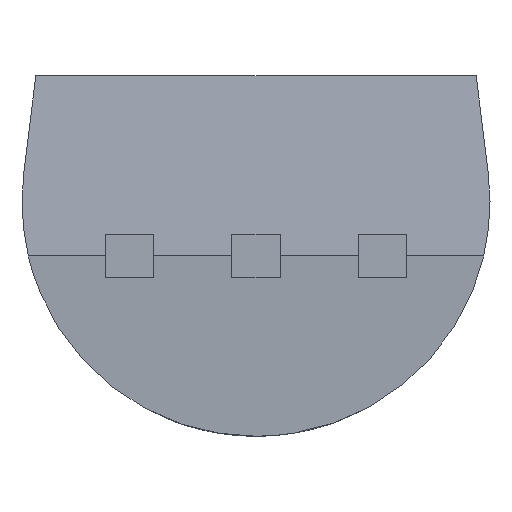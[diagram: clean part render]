
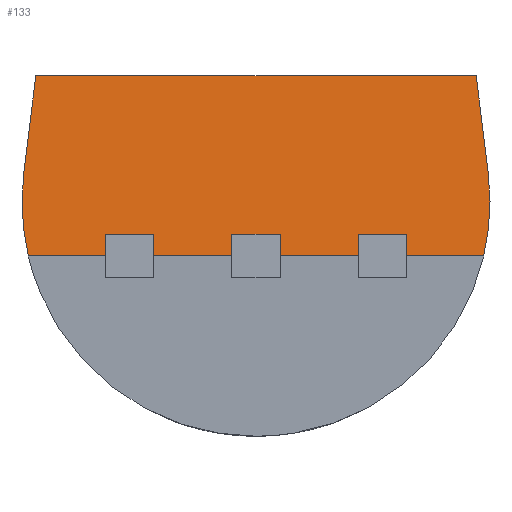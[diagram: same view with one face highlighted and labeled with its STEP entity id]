
A CAD part, front view. The second image highlights one B-rep face of the part: STEP entity #133.
In plain terms, the highlighted planar face has unit normal (0, -0.996, 0.087).
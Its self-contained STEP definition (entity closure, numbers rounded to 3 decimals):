
#36 = DIRECTION ( 'NONE',  ( 1., 0., 0. ) ) ;
#39 = EDGE_CURVE ( 'NONE', #222, #908, #196, .T. ) ;
#58 = DIRECTION ( 'NONE',  ( 0., -0.087, -0.996 ) ) ;
#77 = EDGE_CURVE ( 'NONE', #544, #503, #389, .T. ) ;
#92 = CARTESIAN_POINT ( 'NONE',  ( 2.332, 0.072, 0.826 ) ) ;
#133 = ADVANCED_FACE ( 'NONE', ( #895 ), #769, .T. ) ;
#135 = CARTESIAN_POINT ( 'NONE',  ( 0., 0., 0. ) ) ;
#139 = CARTESIAN_POINT ( 'NONE',  ( -2.212, 0.158, 1.81 ) ) ;
#178 = ORIENTED_EDGE ( 'NONE', *, *, #308, .F. ) ;
#185 = DIRECTION ( 'NONE',  ( 0.121, 0.087, 0.989 ) ) ;
#196 =( BOUNDED_CURVE ( )  B_SPLINE_CURVE ( 3, ( #519, #394, #512, #621 ),
 .UNSPECIFIED., .F., .F. ) 
 B_SPLINE_CURVE_WITH_KNOTS ( ( 4, 4 ),
 ( 4.59, 4.944 ),
 .UNSPECIFIED. ) 
 CURVE ( )  GEOMETRIC_REPRESENTATION_ITEM ( )  RATIONAL_B_SPLINE_CURVE ( ( 1., 0.99, 0.99, 1. ) ) 
 REPRESENTATION_ITEM ( '' )  );
#209 = CARTESIAN_POINT ( 'NONE',  ( 2.212, 0.158, 1.81 ) ) ;
#214 = CARTESIAN_POINT ( 'NONE',  ( -2.366, 0.048, 0.55 ) ) ;
#222 = VERTEX_POINT ( 'NONE', #92 ) ;
#233 = LINE ( 'NONE', #385, #581 ) ;
#234 = ORIENTED_EDGE ( 'NONE', *, *, #876, .T. ) ;
#253 = ORIENTED_EDGE ( 'NONE', *, *, #461, .F. ) ;
#271 = LINE ( 'NONE', #826, #596 ) ;
#272 = LINE ( 'NONE', #570, #623 ) ;
#308 = EDGE_CURVE ( 'NONE', #538, #222, #233, .T. ) ;
#356 = LINE ( 'NONE', #135, #701 ) ;
#364 = EDGE_CURVE ( 'NONE', #855, #538, #271, .T. ) ;
#385 = CARTESIAN_POINT ( 'NONE',  ( 2.281, 0.109, 1.244 ) ) ;
#389 =( BOUNDED_CURVE ( )  B_SPLINE_CURVE ( 3, ( #680, #707, #214, #422 ),
 .UNSPECIFIED., .F., .F. ) 
 B_SPLINE_CURVE_WITH_KNOTS ( ( 4, 4 ),
 ( 1.339, 1.693 ),
 .UNSPECIFIED. ) 
 CURVE ( )  GEOMETRIC_REPRESENTATION_ITEM ( )  RATIONAL_B_SPLINE_CURVE ( ( 1., 0.99, 0.99, 1. ) ) 
 REPRESENTATION_ITEM ( '' )  );
#394 = CARTESIAN_POINT ( 'NONE',  ( 2.366, 0.048, 0.55 ) ) ;
#422 = CARTESIAN_POINT ( 'NONE',  ( -2.332, 0.072, 0.826 ) ) ;
#457 = DIRECTION ( 'NONE',  ( 0., -0.996, 0.087 ) ) ;
#461 = EDGE_CURVE ( 'NONE', #503, #855, #272, .T. ) ;
#484 = ORIENTED_EDGE ( 'NONE', *, *, #39, .F. ) ;
#487 = ORIENTED_EDGE ( 'NONE', *, *, #77, .F. ) ;
#503 = VERTEX_POINT ( 'NONE', #799 ) ;
#512 = CARTESIAN_POINT ( 'NONE',  ( 2.351, 0.024, 0.271 ) ) ;
#519 = CARTESIAN_POINT ( 'NONE',  ( 2.332, 0.072, 0.826 ) ) ;
#538 = VERTEX_POINT ( 'NONE', #209 ) ;
#544 = VERTEX_POINT ( 'NONE', #830 ) ;
#570 = CARTESIAN_POINT ( 'NONE',  ( -2.281, 0.109, 1.244 ) ) ;
#581 = VECTOR ( 'NONE', #807, 1000. ) ;
#596 = VECTOR ( 'NONE', #36, 1000. ) ;
#602 = CARTESIAN_POINT ( 'NONE',  ( 2.287, 0., 0. ) ) ;
#621 = CARTESIAN_POINT ( 'NONE',  ( 2.287, 0., 0. ) ) ;
#623 = VECTOR ( 'NONE', #185, 1000. ) ;
#680 = CARTESIAN_POINT ( 'NONE',  ( -2.287, 0., 0. ) ) ;
#701 = VECTOR ( 'NONE', #976, 1000. ) ;
#707 = CARTESIAN_POINT ( 'NONE',  ( -2.351, 0.024, 0.271 ) ) ;
#769 = PLANE ( 'NONE',  #920 ) ;
#799 = CARTESIAN_POINT ( 'NONE',  ( -2.332, 0.072, 0.826 ) ) ;
#807 = DIRECTION ( 'NONE',  ( 0.121, -0.087, -0.989 ) ) ;
#821 = EDGE_LOOP ( 'NONE', ( #487, #234, #484, #178, #874, #253 ) ) ;
#826 = CARTESIAN_POINT ( 'NONE',  ( -2.212, 0.158, 1.81 ) ) ;
#830 = CARTESIAN_POINT ( 'NONE',  ( -2.287, 0., 0. ) ) ;
#855 = VERTEX_POINT ( 'NONE', #139 ) ;
#874 = ORIENTED_EDGE ( 'NONE', *, *, #364, .F. ) ;
#876 = EDGE_CURVE ( 'NONE', #544, #908, #356, .T. ) ;
#895 = FACE_OUTER_BOUND ( 'NONE', #821, .T. ) ;
#908 = VERTEX_POINT ( 'NONE', #602 ) ;
#920 = AXIS2_PLACEMENT_3D ( 'NONE', #933, #457, #58 ) ;
#933 = CARTESIAN_POINT ( 'NONE',  ( 0., 0., 0. ) ) ;
#976 = DIRECTION ( 'NONE',  ( 1., 0., 0. ) ) ;
